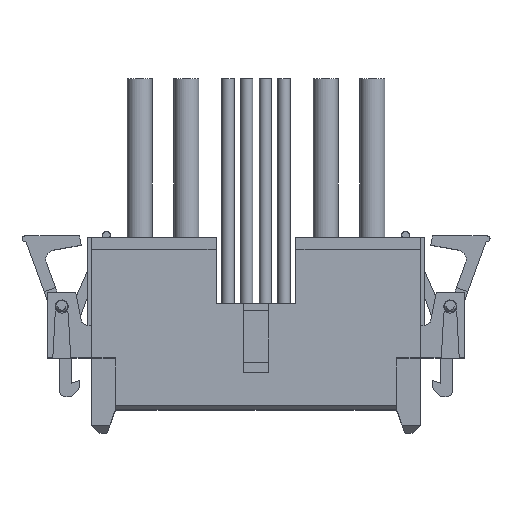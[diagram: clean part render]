
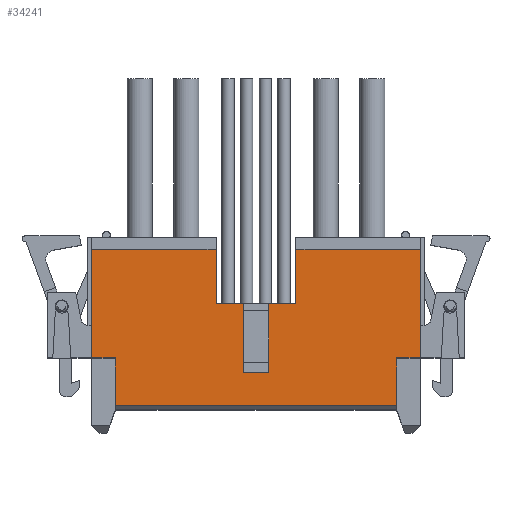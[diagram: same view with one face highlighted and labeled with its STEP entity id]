
A CAD part, top view. The second image highlights one B-rep face of the part: STEP entity #34241.
In plain terms, the highlighted face is planar.
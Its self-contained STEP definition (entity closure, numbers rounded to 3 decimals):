
#50 = VECTOR ( 'NONE', #7690, 1000. ) ;
#870 = CARTESIAN_POINT ( 'NONE',  ( 4.275, 1.25, 1.25 ) ) ;
#959 = VECTOR ( 'NONE', #2427, 1000. ) ;
#1123 = EDGE_CURVE ( 'NONE', #2323, #14609, #24494, .T. ) ;
#1808 = CARTESIAN_POINT ( 'NONE',  ( -4.275, 1.25, 7.025 ) ) ;
#2019 = LINE ( 'NONE', #5434, #14382 ) ;
#2172 = VECTOR ( 'NONE', #30535, 1000. ) ;
#2195 = VERTEX_POINT ( 'NONE', #13672 ) ;
#2279 = DIRECTION ( 'NONE',  ( 1., 0., 0. ) ) ;
#2323 = VERTEX_POINT ( 'NONE', #4103 ) ;
#2427 = DIRECTION ( 'NONE',  ( 1., 0., 0. ) ) ;
#2445 = CARTESIAN_POINT ( 'NONE',  ( 4.275, 1.25, 7.025 ) ) ;
#2600 = DIRECTION ( 'NONE',  ( 1., 0., 0. ) ) ;
#2905 = EDGE_CURVE ( 'NONE', #17883, #11033, #2019, .T. ) ;
#3133 = CARTESIAN_POINT ( 'NONE',  ( 15.035, 1.25, 12.85 ) ) ;
#3938 = DIRECTION ( 'NONE',  ( 1., 0., 0. ) ) ;
#4103 = CARTESIAN_POINT ( 'NONE',  ( -17.575, 1.25, 1.25 ) ) ;
#4160 = CARTESIAN_POINT ( 'NONE',  ( 17.575, 1.25, 1.25 ) ) ;
#4249 = VERTEX_POINT ( 'NONE', #1808 ) ;
#4597 = DIRECTION ( 'NONE',  ( 0., 0., 1. ) ) ;
#5062 = LINE ( 'NONE', #28804, #50 ) ;
#5183 = EDGE_CURVE ( 'NONE', #7644, #12552, #19930, .T. ) ;
#5434 = CARTESIAN_POINT ( 'NONE',  ( -15.035, 1.25, 12.85 ) ) ;
#5620 = CARTESIAN_POINT ( 'NONE',  ( -15.035, 1.25, 17.89 ) ) ;
#5669 = EDGE_CURVE ( 'NONE', #28746, #21636, #12040, .T. ) ;
#5701 = LINE ( 'NONE', #19869, #13126 ) ;
#7059 = VECTOR ( 'NONE', #31286, 1000. ) ;
#7238 = CARTESIAN_POINT ( 'NONE',  ( -15.035, 1.25, 17.89 ) ) ;
#7278 = CARTESIAN_POINT ( 'NONE',  ( -4.275, 1.25, 1.25 ) ) ;
#7322 = AXIS2_PLACEMENT_3D ( 'NONE', #25877, #12947, #9847 ) ;
#7644 = VERTEX_POINT ( 'NONE', #19740 ) ;
#7690 = DIRECTION ( 'NONE',  ( 0., 0., -1. ) ) ;
#7704 = CARTESIAN_POINT ( 'NONE',  ( -1.375, 1.25, 14.4 ) ) ;
#7985 = DIRECTION ( 'NONE',  ( 1., 0., 0. ) ) ;
#8391 = CARTESIAN_POINT ( 'NONE',  ( 4.275, 1.25, 1.25 ) ) ;
#8825 = ORIENTED_EDGE ( 'NONE', *, *, #9566, .T. ) ;
#8858 = ORIENTED_EDGE ( 'NONE', *, *, #17973, .T. ) ;
#9566 = EDGE_CURVE ( 'NONE', #11585, #13505, #31994, .T. ) ;
#9633 = ORIENTED_EDGE ( 'NONE', *, *, #5669, .F. ) ;
#9643 = LINE ( 'NONE', #26189, #959 ) ;
#9734 = ORIENTED_EDGE ( 'NONE', *, *, #23847, .T. ) ;
#9847 = DIRECTION ( 'NONE',  ( 0., 0., -1. ) ) ;
#10287 = PLANE ( 'NONE',  #7322 ) ;
#10779 = ORIENTED_EDGE ( 'NONE', *, *, #15054, .F. ) ;
#10904 = VERTEX_POINT ( 'NONE', #3133 ) ;
#11031 = ORIENTED_EDGE ( 'NONE', *, *, #1123, .T. ) ;
#11033 = VERTEX_POINT ( 'NONE', #30007 ) ;
#11036 = LINE ( 'NONE', #4160, #11435 ) ;
#11435 = VECTOR ( 'NONE', #11760, 1000. ) ;
#11501 = LINE ( 'NONE', #32200, #26379 ) ;
#11585 = VERTEX_POINT ( 'NONE', #2445 ) ;
#11642 = VECTOR ( 'NONE', #2600, 1000. ) ;
#11760 = DIRECTION ( 'NONE',  ( 0., 0., 1. ) ) ;
#11784 = EDGE_CURVE ( 'NONE', #2323, #11033, #15781, .T. ) ;
#11995 = VERTEX_POINT ( 'NONE', #17958 ) ;
#12040 = LINE ( 'NONE', #7238, #14092 ) ;
#12313 = CARTESIAN_POINT ( 'NONE',  ( -17.575, 1.25, 1.25 ) ) ;
#12353 = ORIENTED_EDGE ( 'NONE', *, *, #14575, .T. ) ;
#12552 = VERTEX_POINT ( 'NONE', #18488 ) ;
#12947 = DIRECTION ( 'NONE',  ( 0., -1., 0. ) ) ;
#13126 = VECTOR ( 'NONE', #3938, 1000. ) ;
#13342 = VECTOR ( 'NONE', #26368, 1000. ) ;
#13505 = VERTEX_POINT ( 'NONE', #870 ) ;
#13672 = CARTESIAN_POINT ( 'NONE',  ( 1.375, 1.25, 14.4 ) ) ;
#14092 = VECTOR ( 'NONE', #2279, 1000. ) ;
#14382 = VECTOR ( 'NONE', #26318, 1000. ) ;
#14575 = EDGE_CURVE ( 'NONE', #13505, #25700, #9643, .T. ) ;
#14609 = VERTEX_POINT ( 'NONE', #7278 ) ;
#14896 = EDGE_CURVE ( 'NONE', #14609, #4249, #17900, .T. ) ;
#15054 = EDGE_CURVE ( 'NONE', #21636, #10904, #22866, .T. ) ;
#15095 = CARTESIAN_POINT ( 'NONE',  ( 15.035, 1.25, 22.9 ) ) ;
#15195 = EDGE_CURVE ( 'NONE', #2195, #11995, #5062, .T. ) ;
#15341 = CARTESIAN_POINT ( 'NONE',  ( 15.035, 1.25, 17.89 ) ) ;
#15374 = CARTESIAN_POINT ( 'NONE',  ( 17.575, 1.25, 12.85 ) ) ;
#15781 = LINE ( 'NONE', #12313, #27332 ) ;
#17883 = VERTEX_POINT ( 'NONE', #23999 ) ;
#17900 = LINE ( 'NONE', #29876, #24934 ) ;
#17946 = ORIENTED_EDGE ( 'NONE', *, *, #32728, .T. ) ;
#17958 = CARTESIAN_POINT ( 'NONE',  ( 1.375, 1.25, 7.025 ) ) ;
#17973 = EDGE_CURVE ( 'NONE', #7644, #2195, #19637, .T. ) ;
#18028 = CARTESIAN_POINT ( 'NONE',  ( 17.575, 1.25, 1.25 ) ) ;
#18169 = LINE ( 'NONE', #32670, #33011 ) ;
#18488 = CARTESIAN_POINT ( 'NONE',  ( -1.375, 1.25, 7.025 ) ) ;
#18772 = DIRECTION ( 'NONE',  ( 1., 0., 0. ) ) ;
#19025 = DIRECTION ( 'NONE',  ( 0., 0., -1. ) ) ;
#19637 = LINE ( 'NONE', #7704, #23387 ) ;
#19740 = CARTESIAN_POINT ( 'NONE',  ( -1.375, 1.25, 14.4 ) ) ;
#19869 = CARTESIAN_POINT ( 'NONE',  ( -17.575, 1.25, 7.025 ) ) ;
#19930 = LINE ( 'NONE', #21059, #13342 ) ;
#20970 = VERTEX_POINT ( 'NONE', #15374 ) ;
#21059 = CARTESIAN_POINT ( 'NONE',  ( -1.375, 1.25, 14.4 ) ) ;
#21636 = VERTEX_POINT ( 'NONE', #15341 ) ;
#22270 = DIRECTION ( 'NONE',  ( 0., 0., 1. ) ) ;
#22866 = LINE ( 'NONE', #15095, #2172 ) ;
#23354 = EDGE_CURVE ( 'NONE', #10904, #20970, #29336, .T. ) ;
#23387 = VECTOR ( 'NONE', #18772, 1000. ) ;
#23847 = EDGE_CURVE ( 'NONE', #28746, #17883, #18169, .T. ) ;
#23916 = ORIENTED_EDGE ( 'NONE', *, *, #5183, .F. ) ;
#23999 = CARTESIAN_POINT ( 'NONE',  ( -15.035, 1.25, 12.85 ) ) ;
#24494 = LINE ( 'NONE', #28898, #11642 ) ;
#24861 = EDGE_CURVE ( 'NONE', #11995, #11585, #11501, .T. ) ;
#24934 = VECTOR ( 'NONE', #22270, 1000. ) ;
#25049 = EDGE_CURVE ( 'NONE', #25700, #20970, #11036, .T. ) ;
#25061 = DIRECTION ( 'NONE',  ( 0., 0., -1. ) ) ;
#25338 = ORIENTED_EDGE ( 'NONE', *, *, #11784, .F. ) ;
#25700 = VERTEX_POINT ( 'NONE', #18028 ) ;
#25877 = CARTESIAN_POINT ( 'NONE',  ( -17.575, 1.25, 1.25 ) ) ;
#26189 = CARTESIAN_POINT ( 'NONE',  ( -17.575, 1.25, 1.25 ) ) ;
#26318 = DIRECTION ( 'NONE',  ( -1., 0., 0. ) ) ;
#26368 = DIRECTION ( 'NONE',  ( 0., 0., -1. ) ) ;
#26379 = VECTOR ( 'NONE', #7985, 1000. ) ;
#26495 = ORIENTED_EDGE ( 'NONE', *, *, #2905, .T. ) ;
#26740 = ORIENTED_EDGE ( 'NONE', *, *, #24861, .T. ) ;
#27332 = VECTOR ( 'NONE', #4597, 1000. ) ;
#28175 = ORIENTED_EDGE ( 'NONE', *, *, #23354, .F. ) ;
#28667 = CARTESIAN_POINT ( 'NONE',  ( 15.035, 1.25, 12.85 ) ) ;
#28746 = VERTEX_POINT ( 'NONE', #5620 ) ;
#28804 = CARTESIAN_POINT ( 'NONE',  ( 1.375, 1.25, 14.4 ) ) ;
#28898 = CARTESIAN_POINT ( 'NONE',  ( -17.575, 1.25, 1.25 ) ) ;
#28946 = ORIENTED_EDGE ( 'NONE', *, *, #15195, .T. ) ;
#29336 = LINE ( 'NONE', #28667, #7059 ) ;
#29790 = FACE_OUTER_BOUND ( 'NONE', #30615, .T. ) ;
#29876 = CARTESIAN_POINT ( 'NONE',  ( -4.275, 1.25, 1.25 ) ) ;
#30007 = CARTESIAN_POINT ( 'NONE',  ( -17.575, 1.25, 12.85 ) ) ;
#30535 = DIRECTION ( 'NONE',  ( 0., 0., -1. ) ) ;
#30615 = EDGE_LOOP ( 'NONE', ( #17946, #23916, #8858, #28946, #26740, #8825, #12353, #31787, #28175, #10779, #9633, #9734, #26495, #25338, #11031, #33954 ) ) ;
#30760 = VECTOR ( 'NONE', #19025, 1000. ) ;
#31286 = DIRECTION ( 'NONE',  ( 1., 0., 0. ) ) ;
#31787 = ORIENTED_EDGE ( 'NONE', *, *, #25049, .T. ) ;
#31994 = LINE ( 'NONE', #8391, #30760 ) ;
#32200 = CARTESIAN_POINT ( 'NONE',  ( -17.575, 1.25, 7.025 ) ) ;
#32670 = CARTESIAN_POINT ( 'NONE',  ( -15.035, 1.25, 22.85 ) ) ;
#32728 = EDGE_CURVE ( 'NONE', #4249, #12552, #5701, .T. ) ;
#33011 = VECTOR ( 'NONE', #25061, 1000. ) ;
#33954 = ORIENTED_EDGE ( 'NONE', *, *, #14896, .T. ) ;
#34241 = ADVANCED_FACE ( 'NONE', ( #29790 ), #10287, .T. ) ;
